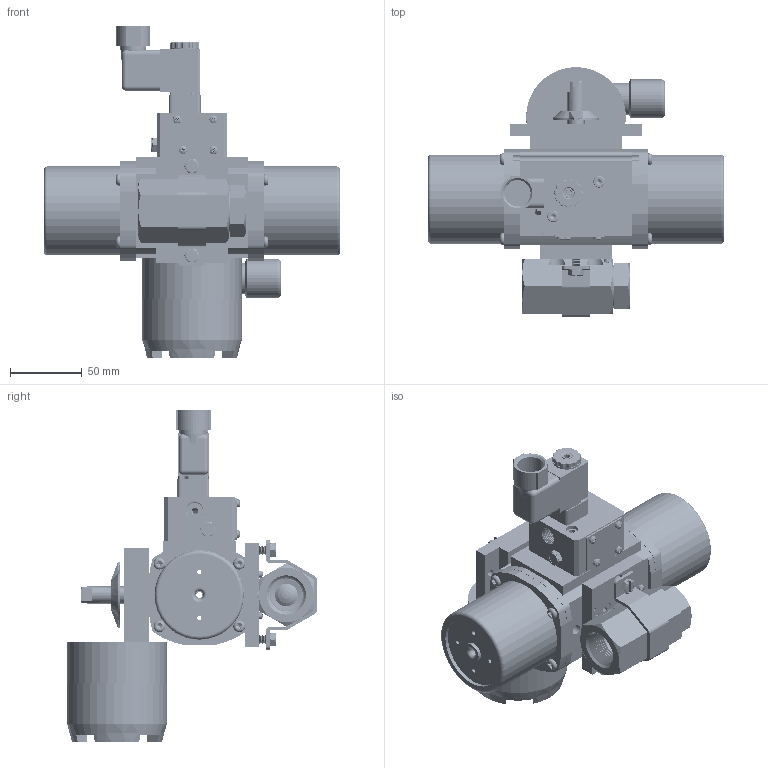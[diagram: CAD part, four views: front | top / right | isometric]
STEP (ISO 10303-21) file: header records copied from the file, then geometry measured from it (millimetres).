
FILE_DESCRIPTION (( 'STEP AP203' ), '1' );
FILE_NAME ('86XXNA512SR3GPDCLS.step', '2018-05-01T12:00:21', ( '' ), ( '' ), 'SwSTEP 2.0', 'SolidWorks 2017', '' );
FILE_SCHEMA (( 'CONFIG_CONTROL_DESIGN' ));
Length unit declared in the file: inch
Products named in the file (1): 86XXNA512SR3GPDCLS
Bounding box: 206.38 x 173.95 x 231.14 mm (x, y, z)
Volume: 796710.6 mm3; surface area: 333844.4 mm2
Topology: 64 solids, 64 shells, 5525 faces, 14368 edges, 8976 vertices
Faces by surface type: cylinder 2685, cone 1628, plane 877, torus 178, bspline 139, sphere 18
Entity records: 213180 total; most frequent: CARTESIAN_POINT 82449, ORIENTED_EDGE 28408, DIRECTION 27604, EDGE_CURVE 14204, AXIS2_PLACEMENT_3D 11095, VERTEX_POINT 8972, EDGE_LOOP 5936, CIRCLE 5708
